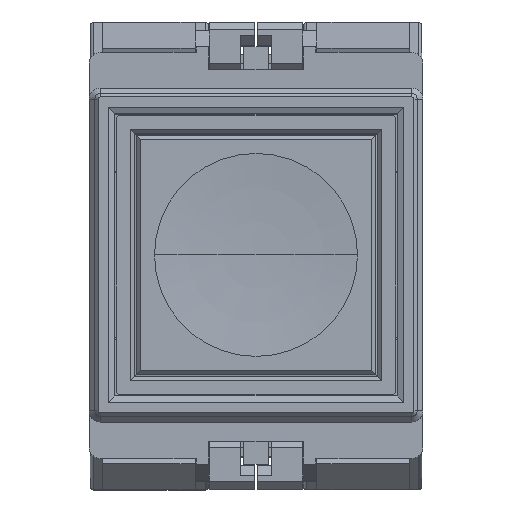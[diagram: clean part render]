
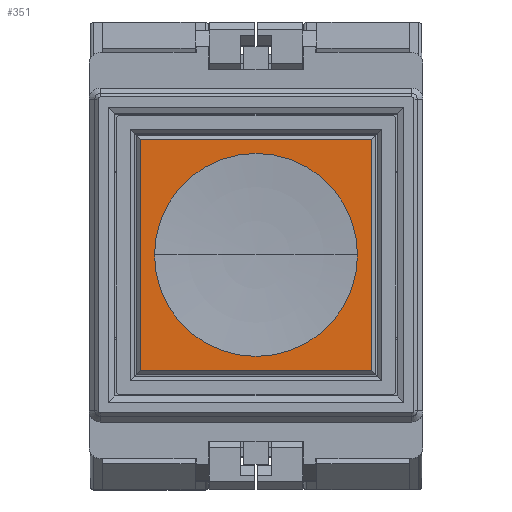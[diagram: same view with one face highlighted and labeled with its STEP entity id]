
A CAD part, top view. The second image highlights one B-rep face of the part: STEP entity #351.
In plain terms, the highlighted planar face has unit normal (0, 0, 1).
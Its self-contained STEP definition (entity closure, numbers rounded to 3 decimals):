
#351 = ADVANCED_FACE ( 'NONE', ( #600, #4914 ), #9251, .F. ) ;
#436 = LINE ( 'NONE', #4754, #8515 ) ;
#600 = FACE_BOUND ( 'NONE', #11480, .T. ) ;
#688 = ORIENTED_EDGE ( 'NONE', *, *, #11679, .T. ) ;
#718 = VECTOR ( 'NONE', #908, 1000. ) ;
#725 = EDGE_CURVE ( 'NONE', #1594, #1038, #6298, .T. ) ;
#727 = AXIS2_PLACEMENT_3D ( 'NONE', #2596, #6917, #11229 ) ;
#908 = DIRECTION ( 'NONE',  ( 0., 1., 0. ) ) ;
#1008 = CARTESIAN_POINT ( 'NONE',  ( 0., 0., 0. ) ) ;
#1038 = VERTEX_POINT ( 'NONE', #9334 ) ;
#1064 = ORIENTED_EDGE ( 'NONE', *, *, #5585, .F. ) ;
#1269 = CARTESIAN_POINT ( 'NONE',  ( 0., 10.25, 0. ) ) ;
#1594 = VERTEX_POINT ( 'NONE', #3776 ) ;
#1777 = EDGE_CURVE ( 'NONE', #6511, #1594, #3132, .T. ) ;
#2251 = CIRCLE ( 'NONE', #10160, 9. ) ;
#2339 = EDGE_CURVE ( 'NONE', #5230, #4110, #5072, .T. ) ;
#2596 = CARTESIAN_POINT ( 'NONE',  ( 0., 0., 0. ) ) ;
#3132 = LINE ( 'NONE', #7457, #10493 ) ;
#3776 = CARTESIAN_POINT ( 'NONE',  ( -10.25, -10.25, 0. ) ) ;
#3857 = DIRECTION ( 'NONE',  ( 0., 0., -1. ) ) ;
#4110 = VERTEX_POINT ( 'NONE', #5137 ) ;
#4754 = CARTESIAN_POINT ( 'NONE',  ( 10.25, 0., 0. ) ) ;
#4762 = ORIENTED_EDGE ( 'NONE', *, *, #1777, .F. ) ;
#4914 = FACE_OUTER_BOUND ( 'NONE', #8875, .T. ) ;
#5072 = CIRCLE ( 'NONE', #727, 9. ) ;
#5137 = CARTESIAN_POINT ( 'NONE',  ( -9., 0., 0. ) ) ;
#5230 = VERTEX_POINT ( 'NONE', #11428 ) ;
#5329 = DIRECTION ( 'NONE',  ( 0., 0., -1. ) ) ;
#5585 = EDGE_CURVE ( 'NONE', #7647, #6511, #436, .T. ) ;
#5591 = DIRECTION ( 'NONE',  ( 1., 0., 0. ) ) ;
#5780 = CARTESIAN_POINT ( 'NONE',  ( 10.25, 10.25, 0. ) ) ;
#6298 = LINE ( 'NONE', #10613, #718 ) ;
#6375 = AXIS2_PLACEMENT_3D ( 'NONE', #13555, #3857, #8185 ) ;
#6511 = VERTEX_POINT ( 'NONE', #10333 ) ;
#6647 = ORIENTED_EDGE ( 'NONE', *, *, #2339, .T. ) ;
#6917 = DIRECTION ( 'NONE',  ( 0., 0., -1. ) ) ;
#7203 = EDGE_CURVE ( 'NONE', #1038, #7647, #10972, .T. ) ;
#7457 = CARTESIAN_POINT ( 'NONE',  ( 0., -10.25, 0. ) ) ;
#7647 = VERTEX_POINT ( 'NONE', #5780 ) ;
#8185 = DIRECTION ( 'NONE',  ( -1., 0., 0. ) ) ;
#8504 = ORIENTED_EDGE ( 'NONE', *, *, #7203, .F. ) ;
#8515 = VECTOR ( 'NONE', #9087, 1000. ) ;
#8875 = EDGE_LOOP ( 'NONE', ( #13001, #4762, #1064, #8504 ) ) ;
#9087 = DIRECTION ( 'NONE',  ( 0., -1., 0. ) ) ;
#9251 = PLANE ( 'NONE',  #6375 ) ;
#9334 = CARTESIAN_POINT ( 'NONE',  ( -10.25, 10.25, 0. ) ) ;
#9651 = DIRECTION ( 'NONE',  ( -1., 0., 0. ) ) ;
#10105 = VECTOR ( 'NONE', #5591, 1000. ) ;
#10160 = AXIS2_PLACEMENT_3D ( 'NONE', #1008, #5329, #9651 ) ;
#10333 = CARTESIAN_POINT ( 'NONE',  ( 10.25, -10.25, 0. ) ) ;
#10493 = VECTOR ( 'NONE', #11764, 1000. ) ;
#10613 = CARTESIAN_POINT ( 'NONE',  ( -10.25, 0., 0. ) ) ;
#10972 = LINE ( 'NONE', #1269, #10105 ) ;
#11229 = DIRECTION ( 'NONE',  ( -1., 0., 0. ) ) ;
#11428 = CARTESIAN_POINT ( 'NONE',  ( 9., 0., 0. ) ) ;
#11480 = EDGE_LOOP ( 'NONE', ( #688, #6647 ) ) ;
#11679 = EDGE_CURVE ( 'NONE', #4110, #5230, #2251, .T. ) ;
#11764 = DIRECTION ( 'NONE',  ( -1., 0., 0. ) ) ;
#13001 = ORIENTED_EDGE ( 'NONE', *, *, #725, .F. ) ;
#13555 = CARTESIAN_POINT ( 'NONE',  ( 10.25, -10.25, 0. ) ) ;
